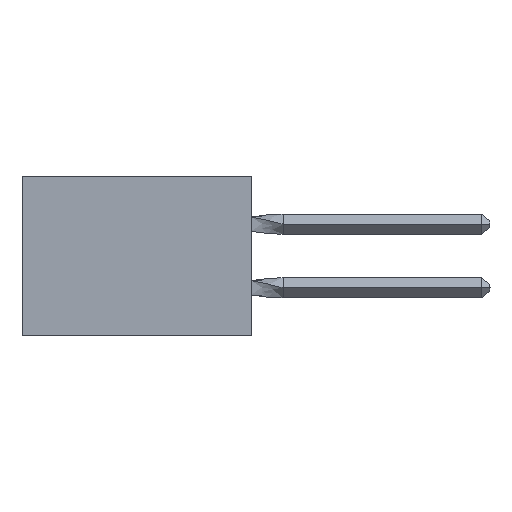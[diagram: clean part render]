
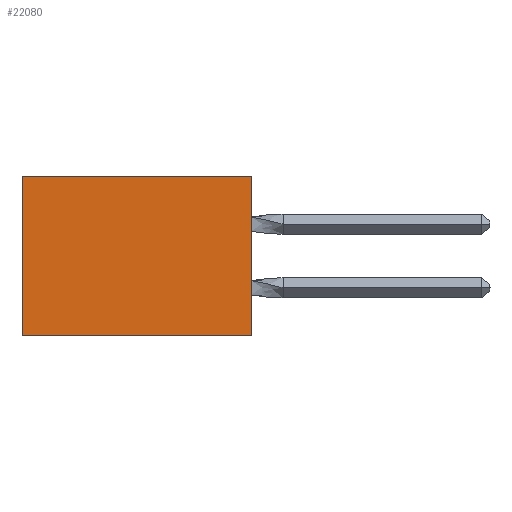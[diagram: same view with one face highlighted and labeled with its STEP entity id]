
A CAD part, left-side view. The second image highlights one B-rep face of the part: STEP entity #22080.
In plain terms, the highlighted planar face has unit normal (-1, 0, 0).
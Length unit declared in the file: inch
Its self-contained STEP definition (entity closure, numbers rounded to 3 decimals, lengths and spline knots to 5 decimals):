
#1313 = VERTEX_POINT ( 'NONE', #20286 ) ;
#1625 = VECTOR ( 'NONE', #37889, 39.37008 ) ;
#2051 = LINE ( 'NONE', #35417, #16802 ) ;
#3153 = LINE ( 'NONE', #18218, #14824 ) ;
#4876 = VERTEX_POINT ( 'NONE', #19302 ) ;
#6697 = CARTESIAN_POINT ( 'NONE',  ( 0.305, 0., -0.5 ) ) ;
#7087 = ORIENTED_EDGE ( 'NONE', *, *, #10836, .T. ) ;
#7203 = LINE ( 'NONE', #31348, #1625 ) ;
#7246 = EDGE_CURVE ( 'NONE', #27705, #4876, #27897, .T. ) ;
#7271 = ORIENTED_EDGE ( 'NONE', *, *, #7246, .F. ) ;
#10683 = EDGE_CURVE ( 'NONE', #4876, #15260, #3153, .T. ) ;
#10836 = EDGE_CURVE ( 'NONE', #1313, #15260, #7203, .T. ) ;
#14824 = VECTOR ( 'NONE', #27298, 39.37008 ) ;
#15260 = VERTEX_POINT ( 'NONE', #19952 ) ;
#15479 = DIRECTION ( 'NONE',  ( 0., 0., -1. ) ) ;
#16802 = VECTOR ( 'NONE', #23931, 39.37008 ) ;
#18218 = CARTESIAN_POINT ( 'NONE',  ( 0.305, 0., -0.5 ) ) ;
#18616 = PLANE ( 'NONE',  #24287 ) ;
#19302 = CARTESIAN_POINT ( 'NONE',  ( 0.305, 0., -0.5 ) ) ;
#19952 = CARTESIAN_POINT ( 'NONE',  ( 0.305, 0.72, -0.5 ) ) ;
#20286 = CARTESIAN_POINT ( 'NONE',  ( 0.305, 0.72, 0. ) ) ;
#22080 = ADVANCED_FACE ( 'NONE', ( #26458 ), #18616, .F. ) ;
#23183 = DIRECTION ( 'NONE',  ( 0., 0., -1. ) ) ;
#23931 = DIRECTION ( 'NONE',  ( 0., 1., 0. ) ) ;
#24287 = AXIS2_PLACEMENT_3D ( 'NONE', #34891, #38418, #15479 ) ;
#26067 = EDGE_LOOP ( 'NONE', ( #7087, #28818, #7271, #41618 ) ) ;
#26458 = FACE_OUTER_BOUND ( 'NONE', #26067, .T. ) ;
#26919 = VECTOR ( 'NONE', #23183, 39.37008 ) ;
#27298 = DIRECTION ( 'NONE',  ( 0., 1., 0. ) ) ;
#27705 = VERTEX_POINT ( 'NONE', #30560 ) ;
#27897 = LINE ( 'NONE', #6697, #26919 ) ;
#28818 = ORIENTED_EDGE ( 'NONE', *, *, #10683, .F. ) ;
#30560 = CARTESIAN_POINT ( 'NONE',  ( 0.305, 0., 0. ) ) ;
#31348 = CARTESIAN_POINT ( 'NONE',  ( 0.305, 0.72, -0.5 ) ) ;
#34891 = CARTESIAN_POINT ( 'NONE',  ( 0.305, 0., -0.5 ) ) ;
#35417 = CARTESIAN_POINT ( 'NONE',  ( 0.305, 0., 0. ) ) ;
#36351 = EDGE_CURVE ( 'NONE', #27705, #1313, #2051, .T. ) ;
#37889 = DIRECTION ( 'NONE',  ( 0., 0., -1. ) ) ;
#38418 = DIRECTION ( 'NONE',  ( 1., 0., 0. ) ) ;
#41618 = ORIENTED_EDGE ( 'NONE', *, *, #36351, .T. ) ;
